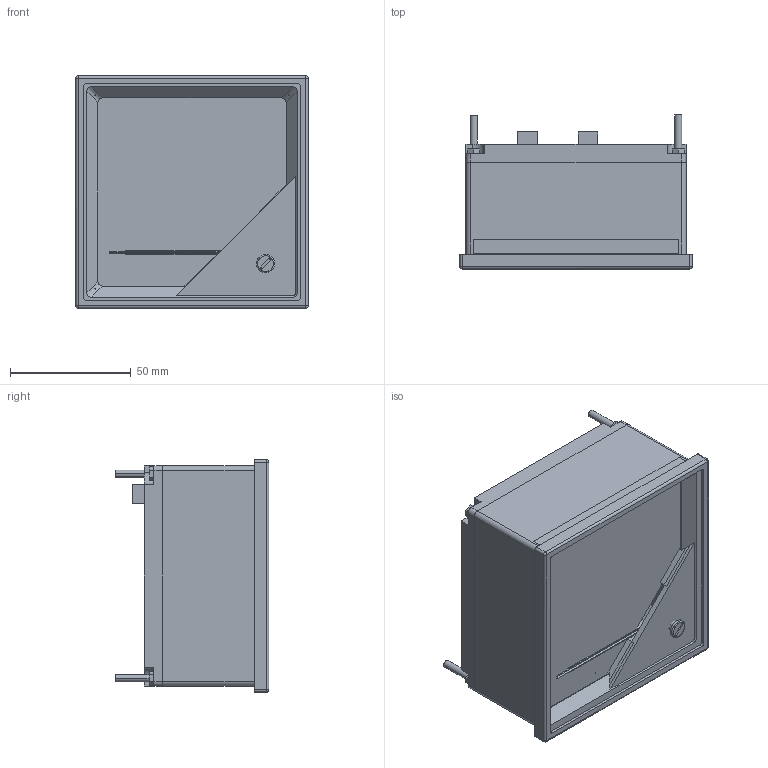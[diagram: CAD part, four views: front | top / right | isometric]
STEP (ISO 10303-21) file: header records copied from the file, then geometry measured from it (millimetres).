
FILE_DESCRIPTION(/* description */ (''),/* implementation_level */ '2;1');
FILE_NAME(/* name */ 'F96',/* time_stamp */ '2017-06-08T09:27:37+02:00',/* author */ (''),/* organization */ (''),/* preprocessor_version */ 'ST-DEVELOPER v15',/* originating_system */ '',/* authorisation */ '');
FILE_SCHEMA (('AUTOMOTIVE_DESIGN'));
Length unit declared in the file: millimetre
Products named in the file (1): Document
Bounding box: 96 x 63.5 x 96 mm (x, y, z)
Volume: 122417 mm3; surface area: 77334.9 mm2
Topology: 14 solids, 14 shells, 275 faces, 666 edges, 436 vertices
Faces by surface type: plane 189, bspline 86
Entity records: 7613 total; most frequent: CARTESIAN_POINT 3126, ORIENTED_EDGE 1332, EDGE_CURVE 666, B_SPLINE_CURVE_WITH_KNOTS 465, VERTEX_POINT 436, EDGE_LOOP 300, ADVANCED_FACE 275, FACE_OUTER_BOUND 275
